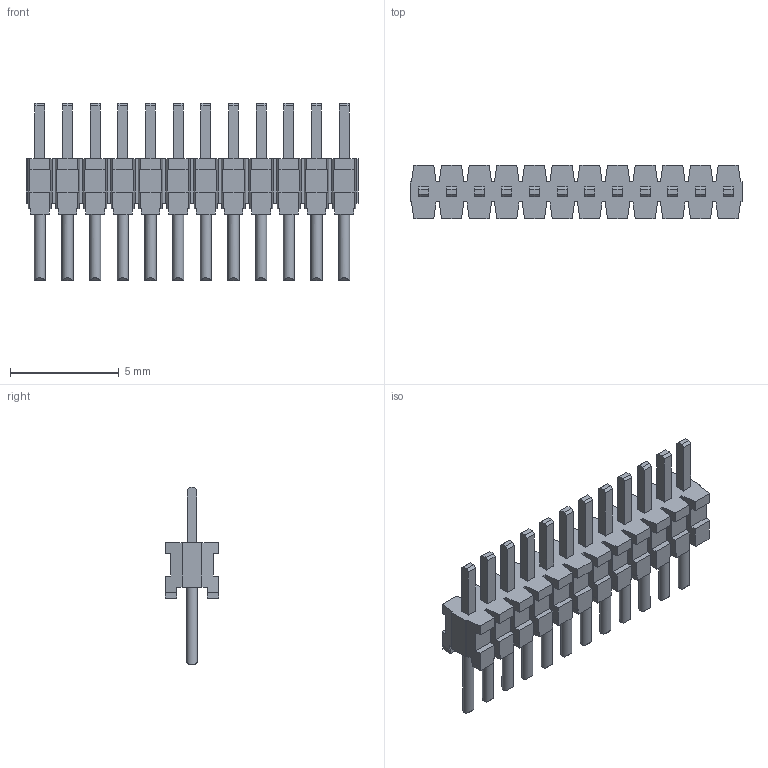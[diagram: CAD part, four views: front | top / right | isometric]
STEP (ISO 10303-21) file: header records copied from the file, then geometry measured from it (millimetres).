
FILE_DESCRIPTION(('FreeCAD Model'),'2;1');
FILE_NAME('Open CASCADE Shape Model','2025-01-08T13:54:32',(''),(''), 'Open CASCADE STEP processor 7.8','FreeCAD','Unknown');
FILE_SCHEMA(('AUTOMOTIVE_DESIGN { 1 0 10303 214 1 1 1 1 }'));
Length unit declared in the file: millimetre
Products named in the file (2): TMS-112-S_header; T-1M6-12-02-S
Bounding box: 15.24 x 2.44 x 8.13 mm (x, y, z)
Volume: 85.4 mm3; surface area: 461.3 mm2
Topology: 2 solids, 2 shells, 525 faces, 1526 edges, 1016 vertices
Faces by surface type: plane 513, cylinder 12
Full cylindrical faces by diameter (mm): 0.508 x12
Entity records: 17100 total; most frequent: CARTESIAN_POINT 3080, ORIENTED_EDGE 3052, DIRECTION 2638, EDGE_CURVE 1526, LINE 1442, VECTOR 1442, VERTEX_POINT 1016, AXIS2_PLACEMENT_3D 598
